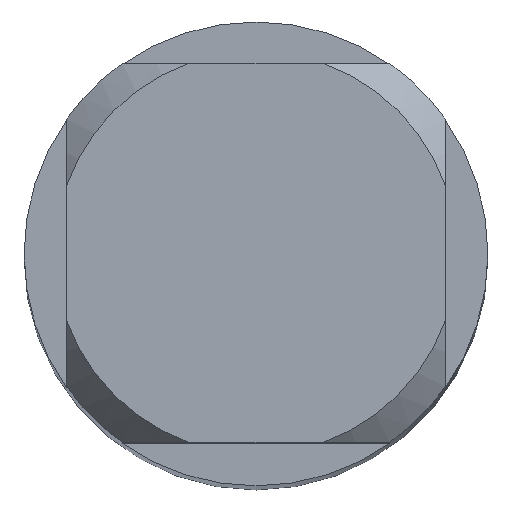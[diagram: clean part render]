
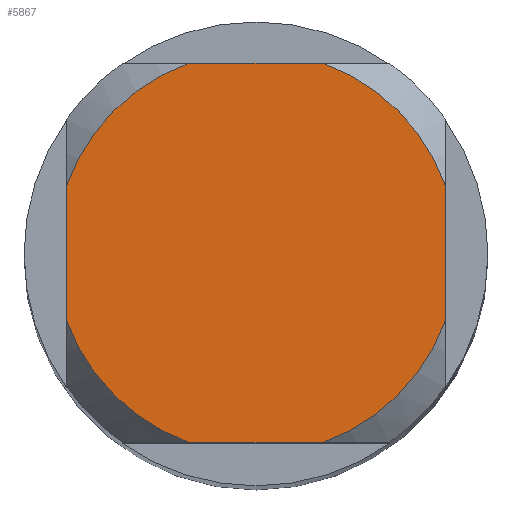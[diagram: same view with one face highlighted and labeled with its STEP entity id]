
A CAD part, top view. The second image highlights one B-rep face of the part: STEP entity #5867.
In plain terms, the highlighted planar face has unit normal (0, 0, 1).
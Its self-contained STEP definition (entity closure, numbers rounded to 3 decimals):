
#3741=EDGE_CURVE('',#9811,#4333,#11125,.T.);
#3997=EDGE_CURVE('',#6909,#4867,#11397,.T.);
#4333=VERTEX_POINT('',#11762);
#4867=VERTEX_POINT('',#12338);
#5067=EDGE_CURVE('',#6909,#5315,#12557,.T.);
#5315=VERTEX_POINT('',#12834);
#5675=EDGE_CURVE('',#6367,#10809,#13220,.T.);
#5867=ADVANCED_FACE('',(#13428),#13429,.T.);
#6051=VERTEX_POINT('',#13628);
#6367=VERTEX_POINT('',#13973);
#6909=VERTEX_POINT('',#14563);
#7643=EDGE_CURVE('',#6051,#4333,#15362,.T.);
#8337=EDGE_CURVE('',#6367,#4867,#16124,.T.);
#8901=EDGE_CURVE('',#6051,#5315,#16731,.T.);
#9811=VERTEX_POINT('',#17713);
#10537=EDGE_CURVE('',#9811,#10809,#18514,.T.);
#10809=VERTEX_POINT('',#18804);
#11125=LINE('',#19150,#19151);
#11397=LINE('',#19653,#19654);
#11762=CARTESIAN_POINT('',(2.45,0.87,0.0));
#12338=CARTESIAN_POINT('',(-2.45,-0.87,0.0));
#12557=CIRCLE('',#21953,2.6);
#12834=CARTESIAN_POINT('',(-0.87,2.45,0.0));
#13220=LINE('',#23126,#23127);
#13428=FACE_OUTER_BOUND('',#23513,.T.);
#13429=PLANE('',#23514);
#13628=CARTESIAN_POINT('',(0.87,2.45,0.0));
#13973=CARTESIAN_POINT('',(-0.87,-2.45,0.0));
#14563=CARTESIAN_POINT('',(-2.45,0.87,0.0));
#15362=CIRCLE('',#27001,2.6);
#16124=CIRCLE('',#28261,2.6);
#16731=LINE('',#29517,#29518);
#17713=CARTESIAN_POINT('',(2.45,-0.87,0.0));
#18514=CIRCLE('',#32790,2.6);
#18804=CARTESIAN_POINT('',(0.87,-2.45,0.0));
#19150=CARTESIAN_POINT('',(2.45,0.65,0.0));
#19151=VECTOR('',#33934,1.0);
#19653=CARTESIAN_POINT('',(-2.45,0.65,0.0));
#19654=VECTOR('',#34155,1.0);
#21953=AXIS2_PLACEMENT_3D('',#35447,#35448,#35449);
#23126=CARTESIAN_POINT('',(0.0,-2.45,0.0));
#23127=VECTOR('',#36234,1.0);
#23513=EDGE_LOOP('',(#36572,#36573,#36574,#36575,#36576,#36577,#36578,#36579));
#23514=AXIS2_PLACEMENT_3D('',#36580,#36581,#36582);
#27001=AXIS2_PLACEMENT_3D('',#38626,#38627,#38628);
#28261=AXIS2_PLACEMENT_3D('',#39570,#39571,#39572);
#29517=CARTESIAN_POINT('',(0.0,2.45,0.0));
#29518=VECTOR('',#40149,1.0);
#32790=AXIS2_PLACEMENT_3D('',#42109,#42110,#42111);
#33934=DIRECTION('',(-0.0,1.0,0.0));
#34155=DIRECTION('',(-0.0,-1.0,0.0));
#35447=CARTESIAN_POINT('',(0.0,0.0,0.0));
#35448=DIRECTION('',(0.0,0.0,-1.0));
#35449=DIRECTION('',(0.0,1.0,0.0));
#36234=DIRECTION('',(1.0,0.0,0.0));
#36572=ORIENTED_EDGE('',*,*,#3997,.T.);
#36573=ORIENTED_EDGE('',*,*,#8337,.F.);
#36574=ORIENTED_EDGE('',*,*,#5675,.T.);
#36575=ORIENTED_EDGE('',*,*,#10537,.F.);
#36576=ORIENTED_EDGE('',*,*,#3741,.T.);
#36577=ORIENTED_EDGE('',*,*,#7643,.F.);
#36578=ORIENTED_EDGE('',*,*,#8901,.T.);
#36579=ORIENTED_EDGE('',*,*,#5067,.F.);
#36580=CARTESIAN_POINT('',(0.0,1.3,0.0));
#36581=DIRECTION('',(-0.0,0.0,1.0));
#36582=DIRECTION('',(0.0,-1.0,0.0));
#38626=CARTESIAN_POINT('',(0.0,0.0,0.0));
#38627=DIRECTION('',(0.0,0.0,-1.0));
#38628=DIRECTION('',(0.0,1.0,0.0));
#39570=CARTESIAN_POINT('',(0.0,0.0,0.0));
#39571=DIRECTION('',(0.0,0.0,-1.0));
#39572=DIRECTION('',(0.0,1.0,0.0));
#40149=DIRECTION('',(-1.0,0.0,0.0));
#42109=CARTESIAN_POINT('',(0.0,0.0,0.0));
#42110=DIRECTION('',(0.0,0.0,-1.0));
#42111=DIRECTION('',(0.0,1.0,0.0));
